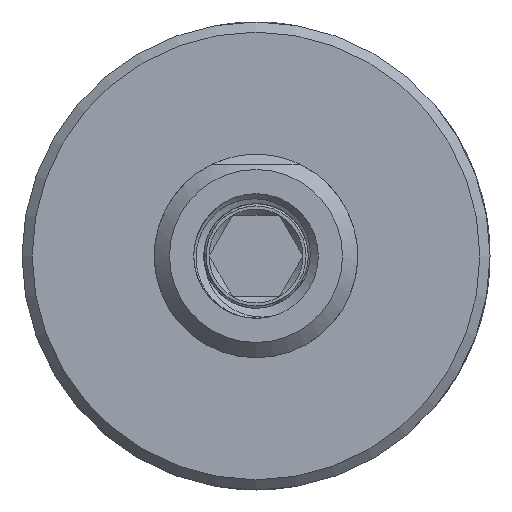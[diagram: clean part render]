
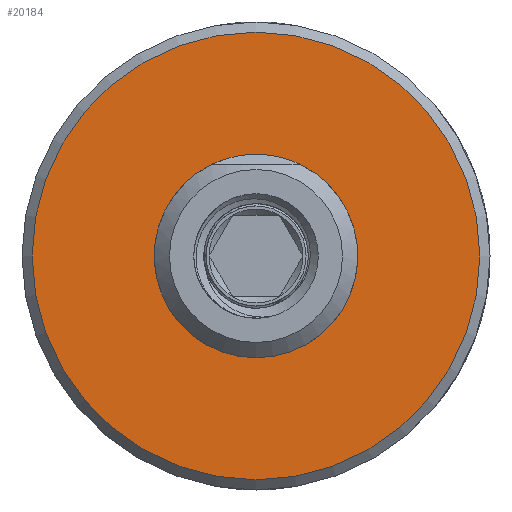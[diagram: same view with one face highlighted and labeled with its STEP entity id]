
A CAD part, left-side view. The second image highlights one B-rep face of the part: STEP entity #20184.
In plain terms, the highlighted planar face has unit normal (-1, 0, 0).
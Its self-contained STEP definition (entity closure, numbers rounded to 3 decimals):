
#516=FACE_BOUND('',#3057,.T.);
#817=PLANE('',#21396);
#1916=FACE_OUTER_BOUND('',#3056,.T.);
#3056=EDGE_LOOP('',(#17266));
#3057=EDGE_LOOP('',(#17267));
#3821=CIRCLE('',#21385,10.);
#3825=CIRCLE('',#21394,22.);
#9201=VERTEX_POINT('',#65824);
#9206=VERTEX_POINT('',#67389);
#12001=EDGE_CURVE('',#9201,#9201,#3821,.T.);
#12011=EDGE_CURVE('',#9206,#9206,#3825,.T.);
#17266=ORIENTED_EDGE('',*,*,#12011,.F.);
#17267=ORIENTED_EDGE('',*,*,#12001,.F.);
#20184=ADVANCED_FACE('',(#1916,#516),#817,.T.);
#21385=AXIS2_PLACEMENT_3D('',#65826,#24612,#24613);
#21394=AXIS2_PLACEMENT_3D('',#67391,#24634,#24635);
#21396=AXIS2_PLACEMENT_3D('',#67393,#24638,#24639);
#24612=DIRECTION('center_axis',(-1.,0.,0.));
#24613=DIRECTION('ref_axis',(0.,0.,1.));
#24634=DIRECTION('center_axis',(1.,0.,0.));
#24635=DIRECTION('ref_axis',(0.,0.,-1.));
#24638=DIRECTION('center_axis',(-1.,0.,0.));
#24639=DIRECTION('ref_axis',(0.,0.,1.));
#65824=CARTESIAN_POINT('',(-50.,0.,-10.));
#65826=CARTESIAN_POINT('Origin',(-50.,0.,0.));
#67389=CARTESIAN_POINT('',(-50.,0.,22.));
#67391=CARTESIAN_POINT('Origin',(-50.,0.,0.));
#67393=CARTESIAN_POINT('Origin',(-50.,0.,10.));
